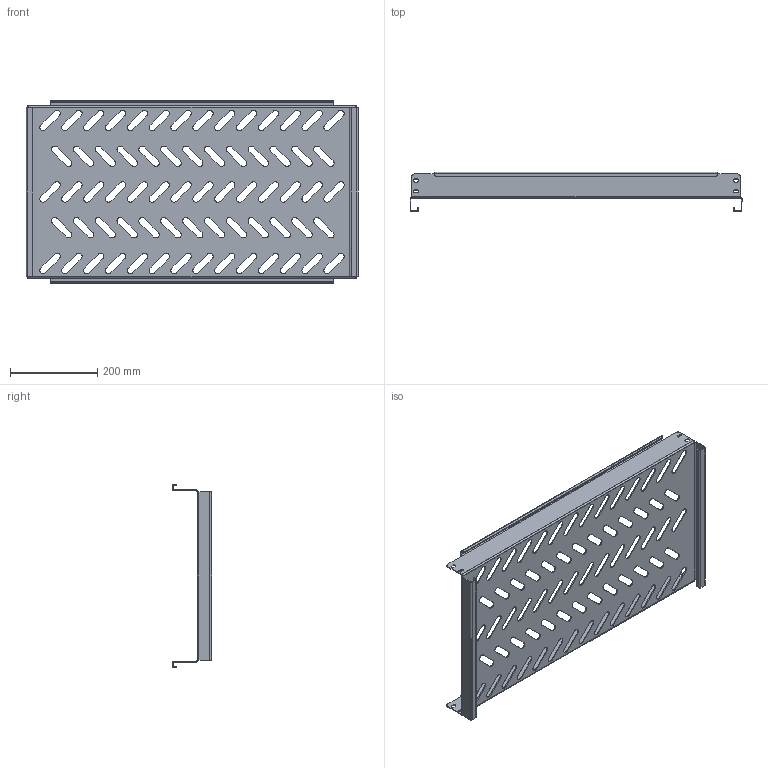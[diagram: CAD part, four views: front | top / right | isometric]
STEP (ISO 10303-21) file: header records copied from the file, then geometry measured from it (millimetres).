
FILE_DESCRIPTION (( 'STEP AP214' ), '1' );
FILE_NAME ('945.358.STEP', '2024-09-25T12:02:57', ( '' ), ( '' ), 'SwSTEP 2.0', 'SolidWorks 2021', '' );
FILE_SCHEMA (( 'AUTOMOTIVE_DESIGN' ));
Length unit declared in the file: millimetre
Products named in the file (1): 945.358
Bounding box: 760 x 90 x 420 mm (x, y, z)
Volume: 777428.7 mm3; surface area: 802183.2 mm2
Topology: 1 solids, 1 shells, 502 faces, 1412 edges, 912 vertices
Faces by surface type: cylinder 264, plane 230, bspline 8
Entity records: 16994 total; most frequent: CARTESIAN_POINT 3327, DIRECTION 2890, ORIENTED_EDGE 2824, EDGE_CURVE 1412, AXIS2_PLACEMENT_3D 1023, VERTEX_POINT 912, LINE 844, VECTOR 844
